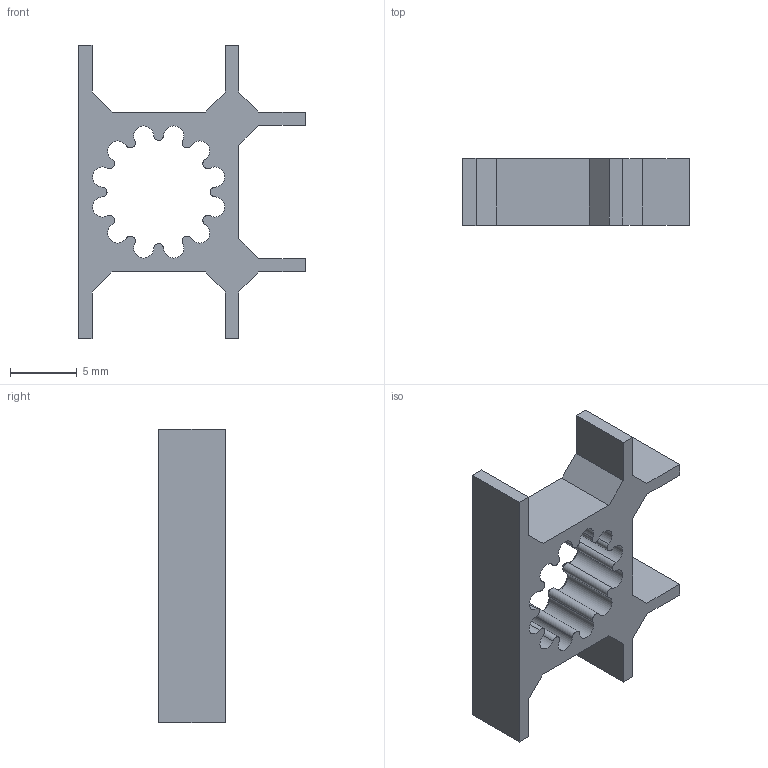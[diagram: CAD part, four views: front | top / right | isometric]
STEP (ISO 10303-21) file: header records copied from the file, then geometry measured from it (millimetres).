
FILE_DESCRIPTION(/* description */ (''),/* implementation_level */ '2;1');
FILE_NAME(/* name */ '3-way holder.stp',/* time_stamp */ '2024-04-06T19:23:44+02:00',/* author */ ('Humbak'),/* organization */ (''),/* preprocessor_version */ 'ST-DEVELOPER v20',/* originating_system */ 'Autodesk Inventor 2024',/* authorisation */ '');
FILE_SCHEMA (('AUTOMOTIVE_DESIGN { 1 0 10303 214 3 1 1 }'));
Length unit declared in the file: millimetre
Products named in the file (1): 3-way holder
Bounding box: 17 x 5 x 22 mm (x, y, z)
Volume: 578.2 mm3; surface area: 959 mm2
Topology: 1 solids, 1 shells, 78 faces, 204 edges, 128 vertices
Faces by surface type: plane 30, cone 24, cylinder 24
Entity records: 2435 total; most frequent: DIRECTION 434, CARTESIAN_POINT 411, ORIENTED_EDGE 408, EDGE_CURVE 204, AXIS2_PLACEMENT_3D 151, LINE 132, VECTOR 132, VERTEX_POINT 128
